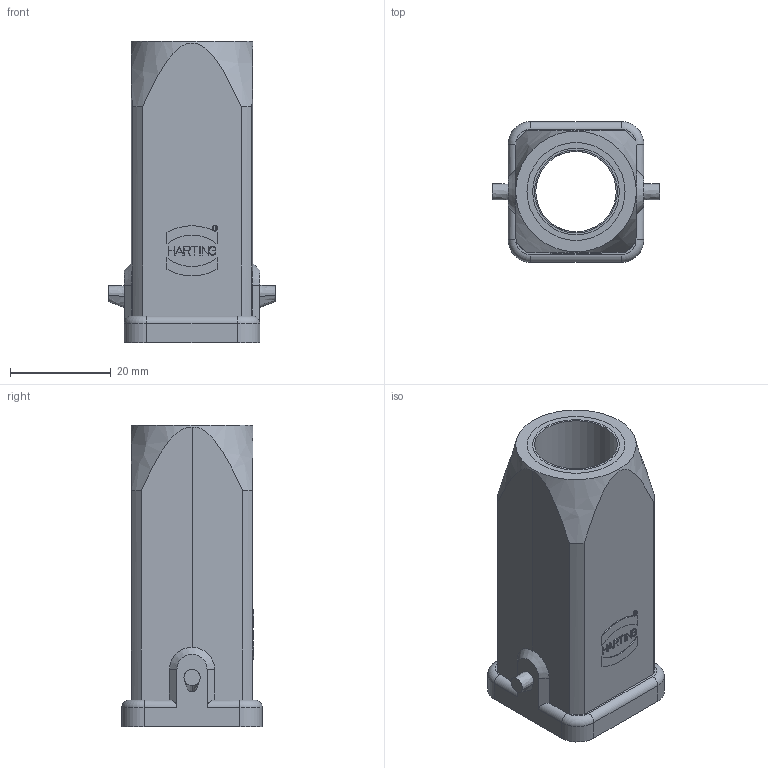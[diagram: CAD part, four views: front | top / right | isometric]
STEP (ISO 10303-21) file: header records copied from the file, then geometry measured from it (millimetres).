
FILE_DESCRIPTION((''),'2;1');
FILE_NAME('05200031460.stp','2020-07-08T08:08:47',('e.eickhoff'),(''),'Autodesk Inventor 2012','Autodesk Inventor 2012','');
FILE_SCHEMA(('AUTOMOTIVE_DESIGN { 1 0 10303 214 1 1 1 1 }'));
Length unit declared in the file: millimetre
Products named in the file (3): 05200031460; M16-PG11 Adapter
Assembly tree (2 placements, depth 2):
  05200031460
    05200031460
    M16-PG11 Adapter
Bounding box: 33.4 x 28 x 60 mm (x, y, z)
Volume: 11670.4 mm3; surface area: 13448.5 mm2
Topology: 2 solids, 2 shells, 197 faces, 513 edges, 341 vertices
Faces by surface type: plane 131, cylinder 42, bspline 13, cone 7, torus 4
Full cylindrical faces by diameter (mm): 0.95 x1, 1.05 x1, 3.05 x1, 5.8 x1, 16 x1, 16.5 x1, 17.26 x1, 19.5 x1
Entity records: 7191 total; most frequent: CARTESIAN_POINT 2247, ORIENTED_EDGE 1000, DIRECTION 916, EDGE_CURVE 500, VECTOR 346, LINE 346, VERTEX_POINT 336, AXIS2_PLACEMENT_3D 285
